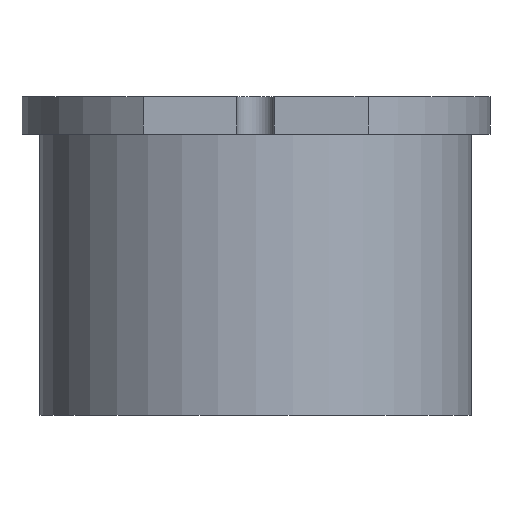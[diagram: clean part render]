
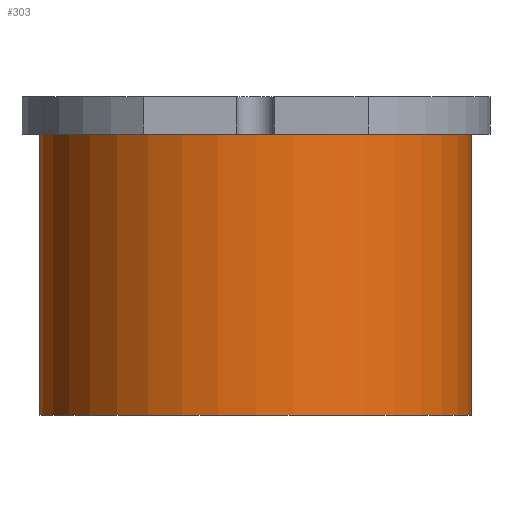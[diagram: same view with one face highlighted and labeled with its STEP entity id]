
A CAD part, front view. The second image highlights one B-rep face of the part: STEP entity #303.
In plain terms, the highlighted cylindrical face has radius 11.5 mm (diameter 23 mm), a partial arc.
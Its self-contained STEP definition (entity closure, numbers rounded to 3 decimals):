
#18 = CYLINDRICAL_SURFACE ( 'NONE', #573, 11.5 ) ;
#32 = CARTESIAN_POINT ( 'NONE',  ( -11.5, 0., 15. ) ) ;
#44 = VERTEX_POINT ( 'NONE', #421 ) ;
#90 = ORIENTED_EDGE ( 'NONE', *, *, #538, .T. ) ;
#110 = CARTESIAN_POINT ( 'NONE',  ( 0., 0., 15. ) ) ;
#135 = LINE ( 'NONE', #440, #708 ) ;
#167 = VERTEX_POINT ( 'NONE', #548 ) ;
#236 = ORIENTED_EDGE ( 'NONE', *, *, #279, .F. ) ;
#279 = EDGE_CURVE ( 'NONE', #460, #44, #426, .T. ) ;
#293 = DIRECTION ( 'NONE',  ( 0., 0., 1. ) ) ;
#303 = ADVANCED_FACE ( 'NONE', ( #392 ), #18, .T. ) ;
#330 = DIRECTION ( 'NONE',  ( 0., 0., -1. ) ) ;
#362 = VERTEX_POINT ( 'NONE', #698 ) ;
#392 = FACE_OUTER_BOUND ( 'NONE', #638, .T. ) ;
#402 = DIRECTION ( 'NONE',  ( 1., 0., 0. ) ) ;
#417 = DIRECTION ( 'NONE',  ( -1., 0., 0. ) ) ;
#421 = CARTESIAN_POINT ( 'NONE',  ( 11.5, 0., 15. ) ) ;
#426 = CIRCLE ( 'NONE', #738, 11.5 ) ;
#440 = CARTESIAN_POINT ( 'NONE',  ( -11.5, 0., 15. ) ) ;
#456 = DIRECTION ( 'NONE',  ( 0., 0., 1. ) ) ;
#460 = VERTEX_POINT ( 'NONE', #32 ) ;
#538 = EDGE_CURVE ( 'NONE', #460, #167, #135, .T. ) ;
#548 = CARTESIAN_POINT ( 'NONE',  ( -11.5, 0., 0. ) ) ;
#560 = LINE ( 'NONE', #615, #594 ) ;
#565 = AXIS2_PLACEMENT_3D ( 'NONE', #739, #456, #402 ) ;
#569 = DIRECTION ( 'NONE',  ( 0., 0., -1. ) ) ;
#573 = AXIS2_PLACEMENT_3D ( 'NONE', #584, #701, #417 ) ;
#578 = EDGE_CURVE ( 'NONE', #167, #362, #722, .T. ) ;
#581 = DIRECTION ( 'NONE',  ( 1., 0., 0. ) ) ;
#584 = CARTESIAN_POINT ( 'NONE',  ( 0., 0., 15. ) ) ;
#594 = VECTOR ( 'NONE', #569, 1000. ) ;
#609 = ORIENTED_EDGE ( 'NONE', *, *, #578, .T. ) ;
#615 = CARTESIAN_POINT ( 'NONE',  ( 11.5, 0., 15. ) ) ;
#638 = EDGE_LOOP ( 'NONE', ( #741, #236, #90, #609 ) ) ;
#649 = EDGE_CURVE ( 'NONE', #44, #362, #560, .T. ) ;
#698 = CARTESIAN_POINT ( 'NONE',  ( 11.5, 0., 0. ) ) ;
#701 = DIRECTION ( 'NONE',  ( 0., 0., -1. ) ) ;
#708 = VECTOR ( 'NONE', #330, 1000. ) ;
#722 = CIRCLE ( 'NONE', #565, 11.5 ) ;
#738 = AXIS2_PLACEMENT_3D ( 'NONE', #110, #293, #581 ) ;
#739 = CARTESIAN_POINT ( 'NONE',  ( 0., 0., 0. ) ) ;
#741 = ORIENTED_EDGE ( 'NONE', *, *, #649, .F. ) ;
